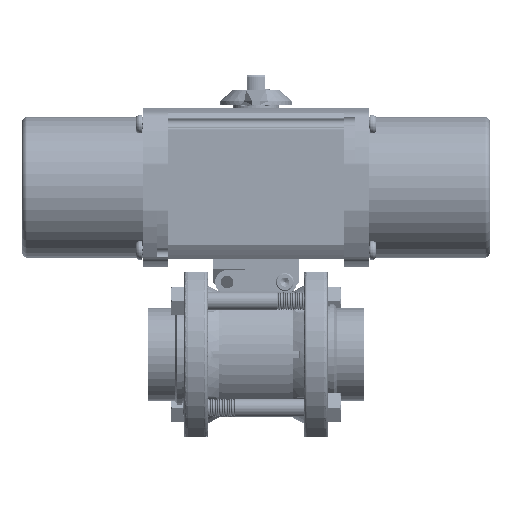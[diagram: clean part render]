
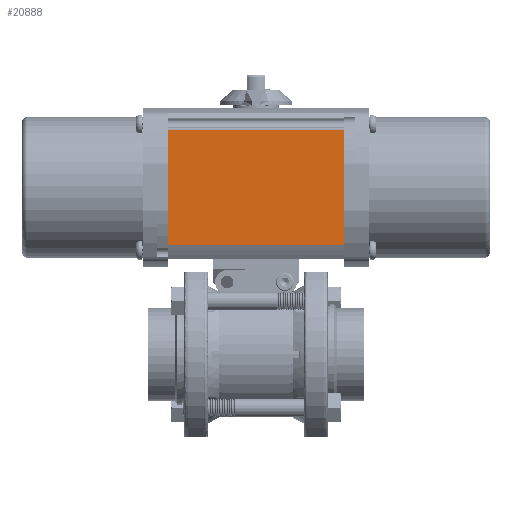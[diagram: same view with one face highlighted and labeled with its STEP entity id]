
A CAD part, top view. The second image highlights one B-rep face of the part: STEP entity #20888.
In plain terms, the highlighted planar face has unit normal (0, 0, 1).
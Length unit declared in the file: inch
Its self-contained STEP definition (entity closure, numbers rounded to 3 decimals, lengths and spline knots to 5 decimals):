
#3071 = ORIENTED_EDGE ( 'NONE', *, *, #69811, .T. ) ;
#6065 = VECTOR ( 'NONE', #157104, 39.37008 ) ;
#8006 = CARTESIAN_POINT ( 'NONE',  ( 1.54405, 1.79883, 3.281 ) ) ;
#10474 = DIRECTION ( 'NONE',  ( -1., 0., 0. ) ) ;
#20888 = ADVANCED_FACE ( 'NONE', ( #80207 ), #132562, .F. ) ;
#28000 = VERTEX_POINT ( 'NONE', #185679 ) ;
#31007 = LINE ( 'NONE', #113676, #89605 ) ;
#36021 = VECTOR ( 'NONE', #68813, 39.37008 ) ;
#36573 = VERTEX_POINT ( 'NONE', #184780 ) ;
#36865 = ORIENTED_EDGE ( 'NONE', *, *, #185270, .F. ) ;
#46018 = DIRECTION ( 'NONE',  ( 0., 0., -1. ) ) ;
#54223 = CARTESIAN_POINT ( 'NONE',  ( -1.51095, 3.80036, 3.281 ) ) ;
#68416 = EDGE_LOOP ( 'NONE', ( #36865, #3071, #111369, #82514 ) ) ;
#68813 = DIRECTION ( 'NONE',  ( 0., 1., 0. ) ) ;
#69811 = EDGE_CURVE ( 'NONE', #28000, #36573, #135237, .T. ) ;
#70381 = AXIS2_PLACEMENT_3D ( 'NONE', #146458, #46018, #147044 ) ;
#80207 = FACE_OUTER_BOUND ( 'NONE', #68416, .T. ) ;
#82514 = ORIENTED_EDGE ( 'NONE', *, *, #185708, .T. ) ;
#89605 = VECTOR ( 'NONE', #100434, 39.37008 ) ;
#96863 = CARTESIAN_POINT ( 'NONE',  ( -5.02378, 3.79309, 3.281 ) ) ;
#100434 = DIRECTION ( 'NONE',  ( 0., -1., 0. ) ) ;
#111369 = ORIENTED_EDGE ( 'NONE', *, *, #113495, .F. ) ;
#113495 = EDGE_CURVE ( 'NONE', #118505, #36573, #151250, .T. ) ;
#113676 = CARTESIAN_POINT ( 'NONE',  ( 1.54405, 3.80036, 3.281 ) ) ;
#118505 = VERTEX_POINT ( 'NONE', #187365 ) ;
#126175 = VECTOR ( 'NONE', #10474, 39.37008 ) ;
#132562 = PLANE ( 'NONE',  #70381 ) ;
#135237 = LINE ( 'NONE', #96863, #126175 ) ;
#142555 = CARTESIAN_POINT ( 'NONE',  ( -5.02378, 1.79883, 3.281 ) ) ;
#145999 = LINE ( 'NONE', #142555, #6065 ) ;
#146458 = CARTESIAN_POINT ( 'NONE',  ( -5.02378, 3.80036, 3.281 ) ) ;
#147044 = DIRECTION ( 'NONE',  ( 0., -1., 0. ) ) ;
#148165 = VERTEX_POINT ( 'NONE', #8006 ) ;
#151250 = LINE ( 'NONE', #54223, #36021 ) ;
#157104 = DIRECTION ( 'NONE',  ( 1., 0., 0. ) ) ;
#184780 = CARTESIAN_POINT ( 'NONE',  ( -1.51095, 3.79309, 3.281 ) ) ;
#185270 = EDGE_CURVE ( 'NONE', #28000, #148165, #31007, .T. ) ;
#185679 = CARTESIAN_POINT ( 'NONE',  ( 1.54405, 3.79309, 3.281 ) ) ;
#185708 = EDGE_CURVE ( 'NONE', #118505, #148165, #145999, .T. ) ;
#187365 = CARTESIAN_POINT ( 'NONE',  ( -1.51095, 1.79883, 3.281 ) ) ;
